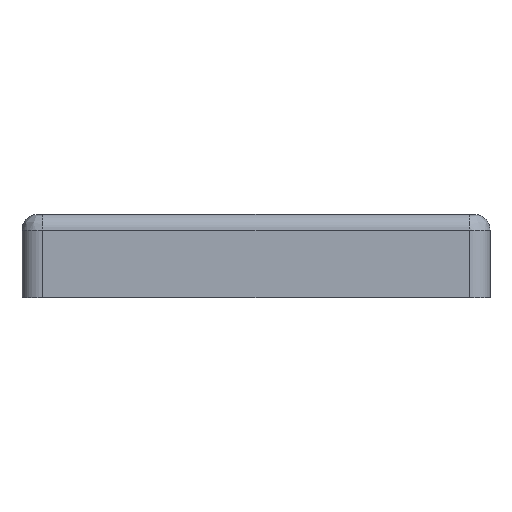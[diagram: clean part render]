
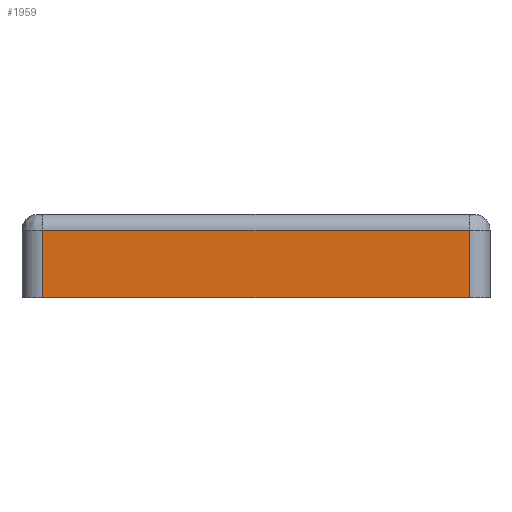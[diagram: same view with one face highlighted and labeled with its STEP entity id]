
A CAD part, front view. The second image highlights one B-rep face of the part: STEP entity #1959.
In plain terms, the highlighted planar face has unit normal (0, -1, 0).
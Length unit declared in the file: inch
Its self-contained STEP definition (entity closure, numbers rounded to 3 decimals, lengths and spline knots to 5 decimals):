
#223 = VERTEX_POINT ( 'NONE', #7978 ) ;
#927 = EDGE_LOOP ( 'NONE', ( #7708, #2335, #8739, #2276 ) ) ;
#980 = LINE ( 'NONE', #8217, #9323 ) ;
#1754 = EDGE_CURVE ( 'NONE', #5805, #7269, #2185, .T. ) ;
#1794 = CARTESIAN_POINT ( 'NONE',  ( 1.61417, -1.77165, 0.51181 ) ) ;
#1959 = ADVANCED_FACE ( 'NONE', ( #5080 ), #8270, .F. ) ;
#2185 = LINE ( 'NONE', #7005, #4092 ) ;
#2276 = ORIENTED_EDGE ( 'NONE', *, *, #8253, .F. ) ;
#2335 = ORIENTED_EDGE ( 'NONE', *, *, #1754, .F. ) ;
#2412 = CARTESIAN_POINT ( 'NONE',  ( 1.61417, -1.77165, 0.62992 ) ) ;
#3219 = EDGE_CURVE ( 'NONE', #223, #5805, #3912, .T. ) ;
#3293 = CARTESIAN_POINT ( 'NONE',  ( -1.61417, -1.77165, 0.51181 ) ) ;
#3912 = LINE ( 'NONE', #9240, #6942 ) ;
#4092 = VECTOR ( 'NONE', #6972, 39.37008 ) ;
#4914 = VECTOR ( 'NONE', #7213, 39.37008 ) ;
#5080 = FACE_OUTER_BOUND ( 'NONE', #927, .T. ) ;
#5217 = DIRECTION ( 'NONE',  ( -1., 0., 0. ) ) ;
#5805 = VERTEX_POINT ( 'NONE', #7178 ) ;
#6942 = VECTOR ( 'NONE', #5217, 39.37008 ) ;
#6953 = VERTEX_POINT ( 'NONE', #1794 ) ;
#6972 = DIRECTION ( 'NONE',  ( 0., 0., 1. ) ) ;
#7005 = CARTESIAN_POINT ( 'NONE',  ( -1.61417, -1.77165, 0.62992 ) ) ;
#7178 = CARTESIAN_POINT ( 'NONE',  ( -1.61417, -1.77165, 0. ) ) ;
#7213 = DIRECTION ( 'NONE',  ( 0., 0., -1. ) ) ;
#7269 = VERTEX_POINT ( 'NONE', #3293 ) ;
#7285 = AXIS2_PLACEMENT_3D ( 'NONE', #9195, #9210, #9246 ) ;
#7406 = EDGE_CURVE ( 'NONE', #7269, #6953, #980, .T. ) ;
#7708 = ORIENTED_EDGE ( 'NONE', *, *, #7406, .F. ) ;
#7978 = CARTESIAN_POINT ( 'NONE',  ( 1.61417, -1.77165, 0. ) ) ;
#8217 = CARTESIAN_POINT ( 'NONE',  ( -1.77165, -1.77165, 0.51181 ) ) ;
#8253 = EDGE_CURVE ( 'NONE', #6953, #223, #9205, .T. ) ;
#8270 = PLANE ( 'NONE',  #7285 ) ;
#8739 = ORIENTED_EDGE ( 'NONE', *, *, #3219, .F. ) ;
#9016 = DIRECTION ( 'NONE',  ( 1., 0., 0. ) ) ;
#9195 = CARTESIAN_POINT ( 'NONE',  ( -1.77165, -1.77165, 0.62992 ) ) ;
#9205 = LINE ( 'NONE', #2412, #4914 ) ;
#9210 = DIRECTION ( 'NONE',  ( 0., 1., 0. ) ) ;
#9240 = CARTESIAN_POINT ( 'NONE',  ( -1.77165, -1.77165, 0. ) ) ;
#9246 = DIRECTION ( 'NONE',  ( 0., 0., 1. ) ) ;
#9323 = VECTOR ( 'NONE', #9016, 39.37008 ) ;
